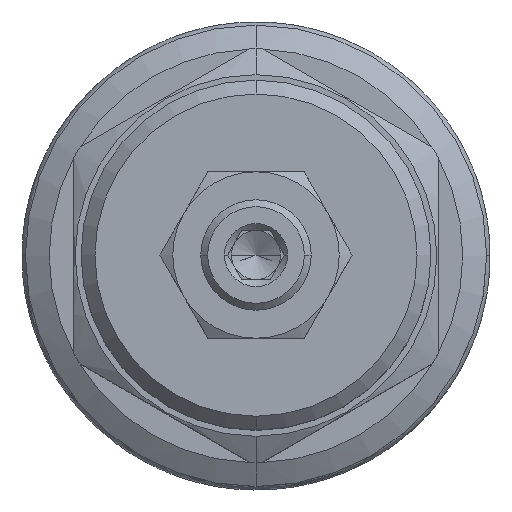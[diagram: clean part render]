
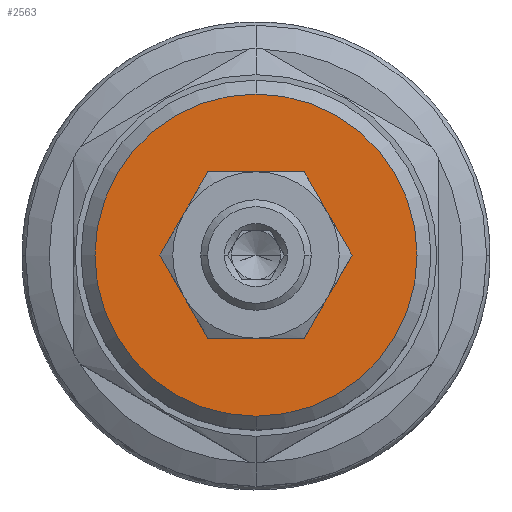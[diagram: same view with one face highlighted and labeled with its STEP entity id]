
A CAD part, top view. The second image highlights one B-rep face of the part: STEP entity #2563.
In plain terms, the highlighted planar face has unit normal (0, 0, 1).
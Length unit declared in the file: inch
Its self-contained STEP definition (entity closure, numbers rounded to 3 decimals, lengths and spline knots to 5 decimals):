
#185=CARTESIAN_POINT('',(0.,0.,5.625));
#186=DIRECTION('',(0.,0.,-1.));
#187=DIRECTION('',(-0.866,-0.5,0.));
#188=AXIS2_PLACEMENT_3D('',#185,#186,#187);
#238=CARTESIAN_POINT('',(0.,0.,5.625));
#239=DIRECTION('',(0.,0.,1.));
#240=DIRECTION('',(-0.866,-0.5,0.));
#241=AXIS2_PLACEMENT_3D('',#238,#239,#240);
#243=CARTESIAN_POINT('',(0.,0.,5.625));
#244=DIRECTION('',(0.,0.,1.));
#245=DIRECTION('',(0.,-1.,0.));
#246=AXIS2_PLACEMENT_3D('',#243,#244,#245);
#248=CARTESIAN_POINT('',(0.,0.,5.625));
#249=DIRECTION('',(0.,0.,1.));
#250=DIRECTION('',(0.866,0.5,0.));
#251=AXIS2_PLACEMENT_3D('',#248,#249,#250);
#253=CARTESIAN_POINT('',(0.,0.,5.625));
#254=DIRECTION('',(0.,0.,1.));
#255=DIRECTION('',(0.,1.,0.));
#256=AXIS2_PLACEMENT_3D('',#253,#254,#255);
#258=CARTESIAN_POINT('',(0.,0.,5.625));
#259=DIRECTION('',(0.,0.,1.));
#260=DIRECTION('',(0.,-1.,0.));
#261=AXIS2_PLACEMENT_3D('',#258,#259,#260);
#276=CARTESIAN_POINT('',(0.,0.,5.625));
#277=DIRECTION('',(0.,0.,1.));
#278=DIRECTION('',(0.,1.,0.));
#279=AXIS2_PLACEMENT_3D('',#276,#277,#278);
#1766=CARTESIAN_POINT('',(0.,0.,5.625));
#1767=DIRECTION('',(0.,0.,-1.));
#1768=DIRECTION('',(0.866,0.5,0.));
#1769=AXIS2_PLACEMENT_3D('',#1766,#1767,#1768);
#2101=CARTESIAN_POINT('',(0.,0.719,5.625));
#2102=CARTESIAN_POINT('',(0.,-0.719,5.625));
#2103=VERTEX_POINT('',#2101);
#2104=VERTEX_POINT('',#2102);
#2207=CARTESIAN_POINT('',(-0.32173,-0.18575,5.625));
#2208=CARTESIAN_POINT('',(0.,-0.3715,5.625));
#2209=VERTEX_POINT('',#2207);
#2210=VERTEX_POINT('',#2208);
#2211=CARTESIAN_POINT('',(0.32173,-0.18575,5.625));
#2212=VERTEX_POINT('',#2211);
#2213=CARTESIAN_POINT('',(0.32173,0.18575,5.625));
#2214=CARTESIAN_POINT('',(0.,0.3715,5.625));
#2215=VERTEX_POINT('',#2213);
#2216=VERTEX_POINT('',#2214);
#2217=CARTESIAN_POINT('',(-0.32173,0.18575,5.625));
#2218=VERTEX_POINT('',#2217);
#2540=CARTESIAN_POINT('',(0.,0.,5.625));
#2541=DIRECTION('',(0.,0.,1.));
#2542=DIRECTION('',(0.,1.,0.));
#2543=AXIS2_PLACEMENT_3D('',#2540,#2541,#2542);
#2544=PLANE('',#2543);
#2546=ORIENTED_EDGE('',*,*,#2545,.F.);
#2548=ORIENTED_EDGE('',*,*,#2547,.F.);
#2549=EDGE_LOOP('',(#2546,#2548));
#2550=FACE_OUTER_BOUND('',#2549,.F.);
#2551=ORIENTED_EDGE('',*,*,#2505,.F.);
#2553=ORIENTED_EDGE('',*,*,#2552,.T.);
#2555=ORIENTED_EDGE('',*,*,#2554,.T.);
#2557=ORIENTED_EDGE('',*,*,#2556,.F.);
#2559=ORIENTED_EDGE('',*,*,#2558,.T.);
#2560=ORIENTED_EDGE('',*,*,#2532,.T.);
#2561=EDGE_LOOP('',(#2551,#2553,#2555,#2557,#2559,#2560));
#2562=FACE_BOUND('',#2561,.F.);
#2563=ADVANCED_FACE('',(#2550,#2562),#2544,.T.);
#189=CIRCLE('',#188,0.3715);
#242=CIRCLE('',#241,0.3715);
#247=CIRCLE('',#246,0.3715);
#252=CIRCLE('',#251,0.3715);
#257=CIRCLE('',#256,0.3715);
#262=CIRCLE('',#261,0.719);
#280=CIRCLE('',#279,0.719);
#1770=CIRCLE('',#1769,0.3715);
#2505=EDGE_CURVE('',#2209,#2218,#189,.T.);
#2532=EDGE_CURVE('',#2216,#2218,#257,.T.);
#2545=EDGE_CURVE('',#2104,#2103,#262,.T.);
#2547=EDGE_CURVE('',#2103,#2104,#280,.T.);
#2552=EDGE_CURVE('',#2209,#2210,#242,.T.);
#2554=EDGE_CURVE('',#2210,#2212,#247,.T.);
#2556=EDGE_CURVE('',#2215,#2212,#1770,.T.);
#2558=EDGE_CURVE('',#2215,#2216,#252,.T.);
